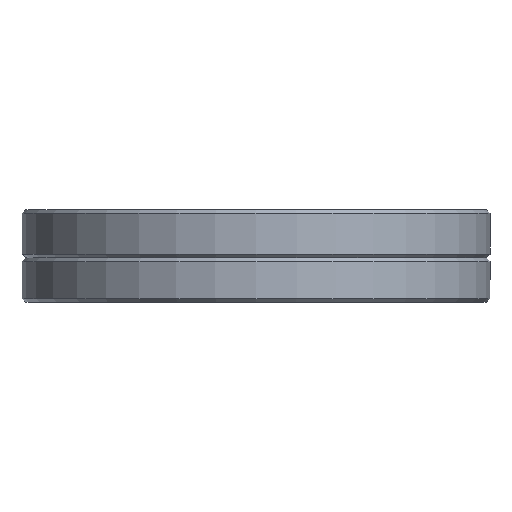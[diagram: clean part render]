
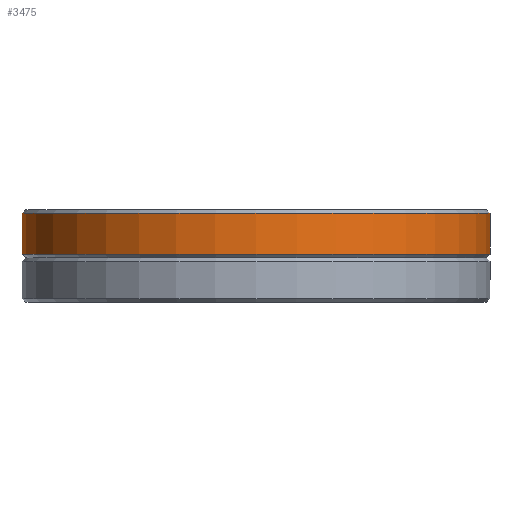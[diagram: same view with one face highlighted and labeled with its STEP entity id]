
A CAD part, left-side view. The second image highlights one B-rep face of the part: STEP entity #3475.
In plain terms, the highlighted cylindrical face has radius 31.5 mm (diameter 63 mm), a partial arc.
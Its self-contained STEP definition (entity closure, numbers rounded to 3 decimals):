
#367 = CIRCLE ( 'NONE', #5229, 31.5 ) ;
#655 = AXIS2_PLACEMENT_3D ( 'NONE', #4921, #2354, #3239 ) ;
#701 = VERTEX_POINT ( 'NONE', #3267 ) ;
#760 = CARTESIAN_POINT ( 'NONE',  ( 0., 0., 0.5 ) ) ;
#798 = FACE_OUTER_BOUND ( 'NONE', #4096, .T. ) ;
#810 = CARTESIAN_POINT ( 'NONE',  ( 0., 31.5, 6.5 ) ) ;
#1386 = CARTESIAN_POINT ( 'NONE',  ( 0., -31.5, 6.5 ) ) ;
#1538 = VERTEX_POINT ( 'NONE', #4562 ) ;
#1576 = EDGE_CURVE ( 'NONE', #5919, #701, #3985, .T. ) ;
#1590 = ORIENTED_EDGE ( 'NONE', *, *, #4299, .T. ) ;
#1608 = EDGE_CURVE ( 'NONE', #5919, #1538, #367, .T. ) ;
#1679 = ORIENTED_EDGE ( 'NONE', *, *, #1608, .T. ) ;
#1750 = ORIENTED_EDGE ( 'NONE', *, *, #1576, .F. ) ;
#1760 = DIRECTION ( 'NONE',  ( 0., 0., -1. ) ) ;
#2309 = EDGE_CURVE ( 'NONE', #4755, #701, #6632, .T. ) ;
#2354 = DIRECTION ( 'NONE',  ( 0., 0., -1. ) ) ;
#2487 = VECTOR ( 'NONE', #1760, 1000. ) ;
#2820 = DIRECTION ( 'NONE',  ( 0., 0., 1. ) ) ;
#2860 = CYLINDRICAL_SURFACE ( 'NONE', #655, 31.5 ) ;
#2891 = DIRECTION ( 'NONE',  ( 0., -1., 0. ) ) ;
#3239 = DIRECTION ( 'NONE',  ( 0., 1., 0. ) ) ;
#3267 = CARTESIAN_POINT ( 'NONE',  ( 0., -31.5, 0.5 ) ) ;
#3344 = CARTESIAN_POINT ( 'NONE',  ( 0., -31.5, 6. ) ) ;
#3475 = ADVANCED_FACE ( 'NONE', ( #798 ), #2860, .T. ) ;
#3509 = DIRECTION ( 'NONE',  ( 0., 0., -1. ) ) ;
#3548 = CARTESIAN_POINT ( 'NONE',  ( 0., 0., 6. ) ) ;
#3714 = AXIS2_PLACEMENT_3D ( 'NONE', #760, #2820, #2891 ) ;
#3851 = LINE ( 'NONE', #810, #2487 ) ;
#3985 = LINE ( 'NONE', #1386, #4696 ) ;
#4096 = EDGE_LOOP ( 'NONE', ( #1750, #1679, #1590, #6144 ) ) ;
#4299 = EDGE_CURVE ( 'NONE', #1538, #4755, #3851, .T. ) ;
#4562 = CARTESIAN_POINT ( 'NONE',  ( 0., 31.5, 6. ) ) ;
#4696 = VECTOR ( 'NONE', #3509, 1000. ) ;
#4755 = VERTEX_POINT ( 'NONE', #6574 ) ;
#4921 = CARTESIAN_POINT ( 'NONE',  ( 0., 0., 6.5 ) ) ;
#5229 = AXIS2_PLACEMENT_3D ( 'NONE', #3548, #6077, #5606 ) ;
#5606 = DIRECTION ( 'NONE',  ( 0., -1., 0. ) ) ;
#5919 = VERTEX_POINT ( 'NONE', #3344 ) ;
#6077 = DIRECTION ( 'NONE',  ( 0., 0., -1. ) ) ;
#6144 = ORIENTED_EDGE ( 'NONE', *, *, #2309, .T. ) ;
#6574 = CARTESIAN_POINT ( 'NONE',  ( 0., 31.5, 0.5 ) ) ;
#6632 = CIRCLE ( 'NONE', #3714, 31.5 ) ;
